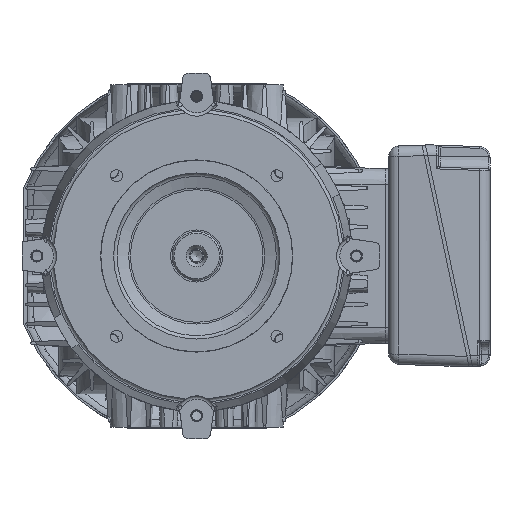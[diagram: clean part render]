
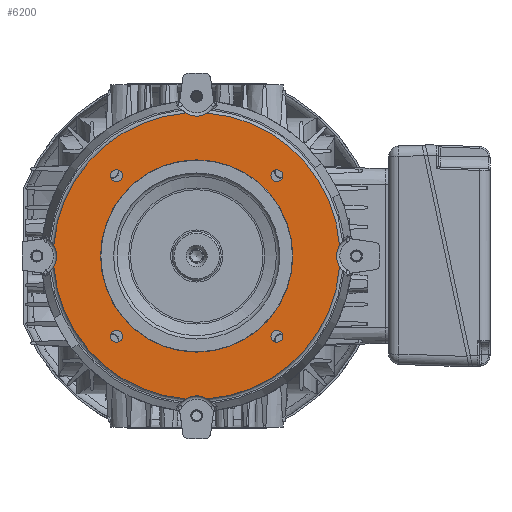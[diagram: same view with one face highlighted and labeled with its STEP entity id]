
A CAD part, front view. The second image highlights one B-rep face of the part: STEP entity #6200.
In plain terms, the highlighted planar face has unit normal (0, -1, 0).
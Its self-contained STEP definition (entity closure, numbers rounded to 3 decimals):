
#6200 = ADVANCED_FACE( '', ( #13866, #13867, #13868, #13869, #13870, #13871 ), #13872, .T. );
#13866 = FACE_BOUND( '', #40820, .T. );
#13867 = FACE_BOUND( '', #40821, .T. );
#13868 = FACE_BOUND( '', #40822, .T. );
#13869 = FACE_BOUND( '', #40823, .T. );
#13870 = FACE_OUTER_BOUND( '', #40824, .T. );
#13871 = FACE_BOUND( '', #40825, .T. );
#13872 = PLANE( '', #40826 );
#40820 = EDGE_LOOP( '', ( #72930 ) );
#40821 = EDGE_LOOP( '', ( #72931 ) );
#40822 = EDGE_LOOP( '', ( #72932 ) );
#40823 = EDGE_LOOP( '', ( #72933 ) );
#40824 = EDGE_LOOP( '', ( #72934, #72935, #72936, #72937, #72938, #72939, #72940, #72941 ) );
#40825 = EDGE_LOOP( '', ( #72942 ) );
#40826 = AXIS2_PLACEMENT_3D( '', #72943, #72944, #72945 );
#72930 = ORIENTED_EDGE( '', *, *, #90514, .F. );
#72931 = ORIENTED_EDGE( '', *, *, #90515, .F. );
#72932 = ORIENTED_EDGE( '', *, *, #88731, .F. );
#72933 = ORIENTED_EDGE( '', *, *, #90516, .F. );
#72934 = ORIENTED_EDGE( '', *, *, #90517, .T. );
#72935 = ORIENTED_EDGE( '', *, *, #86189, .F. );
#72936 = ORIENTED_EDGE( '', *, *, #87684, .T. );
#72937 = ORIENTED_EDGE( '', *, *, #90286, .F. );
#72938 = ORIENTED_EDGE( '', *, *, #85939, .T. );
#72939 = ORIENTED_EDGE( '', *, *, #90518, .F. );
#72940 = ORIENTED_EDGE( '', *, *, #90519, .T. );
#72941 = ORIENTED_EDGE( '', *, *, #86737, .F. );
#72942 = ORIENTED_EDGE( '', *, *, #90520, .F. );
#72943 = CARTESIAN_POINT( '', ( 55., -170.05, 0. ) );
#72944 = DIRECTION( '', ( 0., -1., 0. ) );
#72945 = DIRECTION( '', ( -1., 0., 0. ) );
#85939 = EDGE_CURVE( '', #97980, #97978, #97981, .T. );
#86189 = EDGE_CURVE( '', #98377, #98379, #98380, .T. );
#86737 = EDGE_CURVE( '', #99264, #99266, #99267, .T. );
#87684 = EDGE_CURVE( '', #98377, #100734, #100736, .T. );
#88731 = EDGE_CURVE( '', #102245, #102245, #102246, .T. );
#90286 = EDGE_CURVE( '', #97980, #100734, #104381, .T. );
#90514 = EDGE_CURVE( '', #104657, #104657, #104658, .T. );
#90515 = EDGE_CURVE( '', #104659, #104659, #104660, .T. );
#90516 = EDGE_CURVE( '', #104661, #104661, #104662, .T. );
#90517 = EDGE_CURVE( '', #99264, #98379, #104663, .T. );
#90518 = EDGE_CURVE( '', #104664, #97978, #104665, .T. );
#90519 = EDGE_CURVE( '', #104664, #99266, #104666, .T. );
#90520 = EDGE_CURVE( '', #104667, #104667, #104668, .T. );
#97978 = VERTEX_POINT( '', #122934 );
#97980 = VERTEX_POINT( '', #122937 );
#97981 = CIRCLE( '', #122938, 82.05 );
#98377 = VERTEX_POINT( '', #124095 );
#98379 = VERTEX_POINT( '', #124098 );
#98380 = CIRCLE( '', #124099, 11.45 );
#99264 = VERTEX_POINT( '', #127198 );
#99266 = VERTEX_POINT( '', #127201 );
#99267 = CIRCLE( '', #127202, 11.45 );
#100734 = VERTEX_POINT( '', #131775 );
#100736 = CIRCLE( '', #131778, 82.05 );
#102245 = VERTEX_POINT( '', #136209 );
#102246 = CIRCLE( '', #136210, 3.443 );
#104381 = CIRCLE( '', #143057, 11.45 );
#104657 = VERTEX_POINT( '', #144053 );
#104658 = CIRCLE( '', #144054, 3.443 );
#104659 = VERTEX_POINT( '', #144055 );
#104660 = CIRCLE( '', #144056, 3.443 );
#104661 = VERTEX_POINT( '', #144057 );
#104662 = CIRCLE( '', #144058, 3.443 );
#104663 = CIRCLE( '', #144059, 82.05 );
#104664 = VERTEX_POINT( '', #144060 );
#104665 = CIRCLE( '', #144061, 11.45 );
#104666 = CIRCLE( '', #144062, 82.05 );
#104667 = VERTEX_POINT( '', #144063 );
#104668 = CIRCLE( '', #144064, 55.05 );
#122934 = CARTESIAN_POINT( '', ( -6.118, -170.05, -81.822 ) );
#122937 = CARTESIAN_POINT( '', ( -81.822, -170.05, -6.118 ) );
#122938 = AXIS2_PLACEMENT_3D( '', #156029, #156030, #156031 );
#124095 = CARTESIAN_POINT( '', ( -6.118, -170.05, 81.822 ) );
#124098 = CARTESIAN_POINT( '', ( 6.118, -170.05, 81.822 ) );
#124099 = AXIS2_PLACEMENT_3D( '', #156346, #156347, #156348 );
#127198 = CARTESIAN_POINT( '', ( 81.822, -170.05, 6.118 ) );
#127201 = CARTESIAN_POINT( '', ( 81.822, -170.05, -6.118 ) );
#127202 = AXIS2_PLACEMENT_3D( '', #156887, #156888, #156889 );
#131775 = CARTESIAN_POINT( '', ( -81.822, -170.05, 6.118 ) );
#131778 = AXIS2_PLACEMENT_3D( '', #157899, #157900, #157901 );
#136209 = CARTESIAN_POINT( '', ( -49.404, -170.05, -45.962 ) );
#136210 = AXIS2_PLACEMENT_3D( '', #158979, #158980, #158981 );
#143057 = AXIS2_PLACEMENT_3D( '', #160478, #160479, #160480 );
#144053 = CARTESIAN_POINT( '', ( 42.519, -170.05, 45.962 ) );
#144054 = AXIS2_PLACEMENT_3D( '', #160667, #160668, #160669 );
#144055 = CARTESIAN_POINT( '', ( -49.404, -170.05, 45.962 ) );
#144056 = AXIS2_PLACEMENT_3D( '', #160670, #160671, #160672 );
#144057 = CARTESIAN_POINT( '', ( 42.519, -170.05, -45.962 ) );
#144058 = AXIS2_PLACEMENT_3D( '', #160673, #160674, #160675 );
#144059 = AXIS2_PLACEMENT_3D( '', #160676, #160677, #160678 );
#144060 = CARTESIAN_POINT( '', ( 6.118, -170.05, -81.822 ) );
#144061 = AXIS2_PLACEMENT_3D( '', #160679, #160680, #160681 );
#144062 = AXIS2_PLACEMENT_3D( '', #160682, #160683, #160684 );
#144063 = CARTESIAN_POINT( '', ( -55.05, -170.05, 0. ) );
#144064 = AXIS2_PLACEMENT_3D( '', #160685, #160686, #160687 );
#156029 = CARTESIAN_POINT( '', ( 0., -170.05, 0. ) );
#156030 = DIRECTION( '', ( 0., -1., 0. ) );
#156031 = DIRECTION( '', ( -1., 0., 0. ) );
#156346 = CARTESIAN_POINT( '', ( 0., -170.05, 91.5 ) );
#156347 = DIRECTION( '', ( 0., -1., 0. ) );
#156348 = DIRECTION( '', ( -1., 0., 0. ) );
#156887 = CARTESIAN_POINT( '', ( 91.5, -170.05, 0. ) );
#156888 = DIRECTION( '', ( 0., -1., 0. ) );
#156889 = DIRECTION( '', ( -1., 0., 0. ) );
#157899 = CARTESIAN_POINT( '', ( 0., -170.05, 0. ) );
#157900 = DIRECTION( '', ( 0., -1., 0. ) );
#157901 = DIRECTION( '', ( -1., 0., 0. ) );
#158979 = CARTESIAN_POINT( '', ( -45.962, -170.05, -45.962 ) );
#158980 = DIRECTION( '', ( 0., -1., 0. ) );
#158981 = DIRECTION( '', ( -1., 0., 0. ) );
#160478 = CARTESIAN_POINT( '', ( -91.5, -170.05, 0. ) );
#160479 = DIRECTION( '', ( 0., -1., 0. ) );
#160480 = DIRECTION( '', ( -1., 0., 0. ) );
#160667 = CARTESIAN_POINT( '', ( 45.962, -170.05, 45.962 ) );
#160668 = DIRECTION( '', ( 0., -1., 0. ) );
#160669 = DIRECTION( '', ( -1., 0., 0. ) );
#160670 = CARTESIAN_POINT( '', ( -45.962, -170.05, 45.962 ) );
#160671 = DIRECTION( '', ( 0., -1., 0. ) );
#160672 = DIRECTION( '', ( -1., 0., 0. ) );
#160673 = CARTESIAN_POINT( '', ( 45.962, -170.05, -45.962 ) );
#160674 = DIRECTION( '', ( 0., -1., 0. ) );
#160675 = DIRECTION( '', ( -1., 0., 0. ) );
#160676 = CARTESIAN_POINT( '', ( 0., -170.05, 0. ) );
#160677 = DIRECTION( '', ( 0., -1., 0. ) );
#160678 = DIRECTION( '', ( -1., 0., 0. ) );
#160679 = CARTESIAN_POINT( '', ( 0., -170.05, -91.5 ) );
#160680 = DIRECTION( '', ( 0., -1., 0. ) );
#160681 = DIRECTION( '', ( -1., 0., 0. ) );
#160682 = CARTESIAN_POINT( '', ( 0., -170.05, 0. ) );
#160683 = DIRECTION( '', ( 0., -1., 0. ) );
#160684 = DIRECTION( '', ( -1., 0., 0. ) );
#160685 = CARTESIAN_POINT( '', ( 0., -170.05, 0. ) );
#160686 = DIRECTION( '', ( 0., -1., 0. ) );
#160687 = DIRECTION( '', ( -1., 0., 0. ) );
